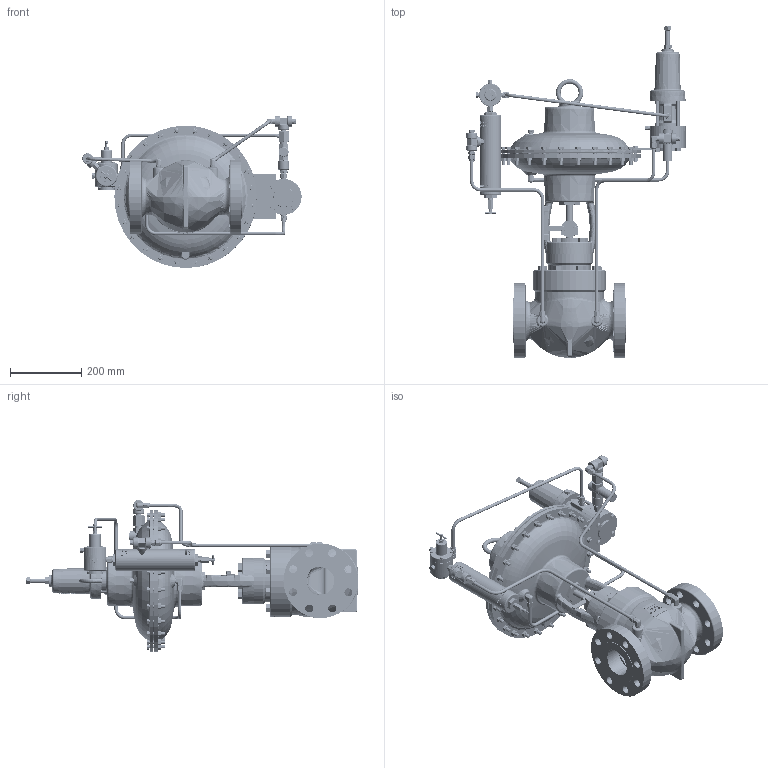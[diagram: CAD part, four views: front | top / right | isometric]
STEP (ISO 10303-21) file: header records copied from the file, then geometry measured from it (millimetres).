
FILE_DESCRIPTION (( 'STEP AP214' ), '1' );
FILE_NAME ('CV3600RF150-HPBP.STEP', '2021-02-23T16:13:19', ( '' ), ( '' ), 'SwSTEP 2.0', 'SolidWorks 2019', '' );
FILE_SCHEMA (( 'AUTOMOTIVE_DESIGN' ));
Length unit declared in the file: inch
Products named in the file (1): CV3600RF150-HPBP
Bounding box: 616.24 x 933.07 x 427.35 mm (x, y, z)
Volume: 18542232.1 mm3; surface area: 1804338.2 mm2
Topology: 4 solids, 15 shells, 6478 faces, 15932 edges, 9868 vertices
Faces by surface type: plane 2398, bspline 1458, cone 1225, cylinder 1012, torus 323, sphere 62
Entity records: 466909 total; most frequent: CARTESIAN_POINT 286409, ORIENTED_EDGE 31716, DIRECTION 24313, EDGE_CURVE 15858, VERTEX_POINT 9866, AXIS2_PLACEMENT_3D 9488, EDGE_LOOP 7092, FACE_OUTER_BOUND 6478
